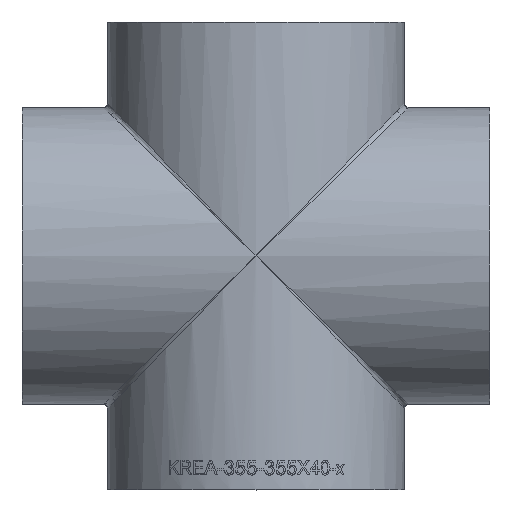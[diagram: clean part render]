
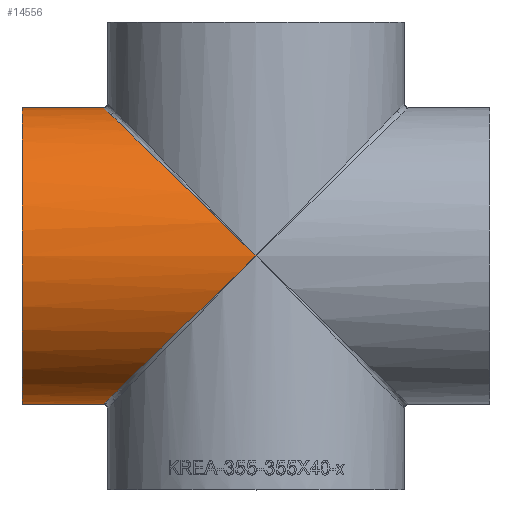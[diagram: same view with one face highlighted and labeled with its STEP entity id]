
A CAD part, top view. The second image highlights one B-rep face of the part: STEP entity #14556.
In plain terms, the highlighted cylindrical face has radius 177.8 mm (diameter 355.6 mm), a full revolution.
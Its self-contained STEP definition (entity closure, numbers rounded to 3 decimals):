
#1940 = VERTEX_POINT ( 'NONE', #14988 ) ;
#3053 = EDGE_CURVE ( 'NONE', #28106, #28106, #32213, .T. ) ;
#3663 = CARTESIAN_POINT ( 'NONE',  ( -365.6, -355.6, -177.8 ) ) ;
#4958 = CARTESIAN_POINT ( 'NONE',  ( 0., 0., -177.8 ) ) ;
#4989 = DIRECTION ( 'NONE',  ( -1., 0., 0. ) ) ;
#5252 =( BOUNDED_CURVE ( )  B_SPLINE_CURVE ( 3, ( #24091, #3663, #36024, #9305 ),
 .UNSPECIFIED., .F., .T. ) 
 B_SPLINE_CURVE_WITH_KNOTS ( ( 4, 4 ),
 ( 4.712, 7.854 ),
 .UNSPECIFIED. ) 
 CURVE ( )  GEOMETRIC_REPRESENTATION_ITEM ( )  RATIONAL_B_SPLINE_CURVE ( ( 1., 0.333, 0.333, 1. ) ) 
 REPRESENTATION_ITEM ( '' )  );
#5334 = CARTESIAN_POINT ( 'NONE',  ( -365.6, 355.6, -177.8 ) ) ;
#5441 = AXIS2_PLACEMENT_3D ( 'NONE', #19585, #4989, #23276 ) ;
#8262 = CARTESIAN_POINT ( 'NONE',  ( -365.6, 355.6, 177.8 ) ) ;
#9305 = CARTESIAN_POINT ( 'NONE',  ( 0., 0., 177.8 ) ) ;
#10794 = EDGE_CURVE ( 'NONE', #18725, #1940, #5252, .T. ) ;
#11183 = EDGE_CURVE ( 'NONE', #1940, #18725, #18429, .T. ) ;
#11538 = FACE_OUTER_BOUND ( 'NONE', #25345, .T. ) ;
#12868 = ORIENTED_EDGE ( 'NONE', *, *, #10794, .T. ) ;
#13084 = EDGE_LOOP ( 'NONE', ( #19150 ) ) ;
#14556 = ADVANCED_FACE ( 'NONE', ( #17943, #11538 ), #20494, .T. ) ;
#14988 = CARTESIAN_POINT ( 'NONE',  ( 0., 0., 177.8 ) ) ;
#17943 = FACE_OUTER_BOUND ( 'NONE', #13084, .T. ) ;
#18429 =( BOUNDED_CURVE ( )  B_SPLINE_CURVE ( 3, ( #23049, #8262, #5334, #4958 ),
 .UNSPECIFIED., .F., .T. ) 
 B_SPLINE_CURVE_WITH_KNOTS ( ( 4, 4 ),
 ( 4.712, 7.854 ),
 .UNSPECIFIED. ) 
 CURVE ( )  GEOMETRIC_REPRESENTATION_ITEM ( )  RATIONAL_B_SPLINE_CURVE ( ( 1., 0.333, 0.333, 1. ) ) 
 REPRESENTATION_ITEM ( '' )  );
#18725 = VERTEX_POINT ( 'NONE', #30660 ) ;
#19150 = ORIENTED_EDGE ( 'NONE', *, *, #3053, .F. ) ;
#19585 = CARTESIAN_POINT ( 'NONE',  ( -280., 0., 0. ) ) ;
#20494 = CYLINDRICAL_SURFACE ( 'NONE', #24293, 177.8 ) ;
#20672 = CARTESIAN_POINT ( 'NONE',  ( 280., 0., 0. ) ) ;
#23049 = CARTESIAN_POINT ( 'NONE',  ( 0., 0., 177.8 ) ) ;
#23276 = DIRECTION ( 'NONE',  ( 0., 0., 1. ) ) ;
#24091 = CARTESIAN_POINT ( 'NONE',  ( 0., 0., -177.8 ) ) ;
#24293 = AXIS2_PLACEMENT_3D ( 'NONE', #20672, #35155, #26355 ) ;
#25345 = EDGE_LOOP ( 'NONE', ( #12868, #37625 ) ) ;
#26355 = DIRECTION ( 'NONE',  ( 0., 0., 1. ) ) ;
#28106 = VERTEX_POINT ( 'NONE', #37304 ) ;
#30660 = CARTESIAN_POINT ( 'NONE',  ( 0., 0., -177.8 ) ) ;
#32213 = CIRCLE ( 'NONE', #5441, 177.8 ) ;
#35155 = DIRECTION ( 'NONE',  ( -1., 0., 0. ) ) ;
#36024 = CARTESIAN_POINT ( 'NONE',  ( -365.6, -355.6, 177.8 ) ) ;
#37304 = CARTESIAN_POINT ( 'NONE',  ( -280., 0., 177.8 ) ) ;
#37625 = ORIENTED_EDGE ( 'NONE', *, *, #11183, .T. ) ;
